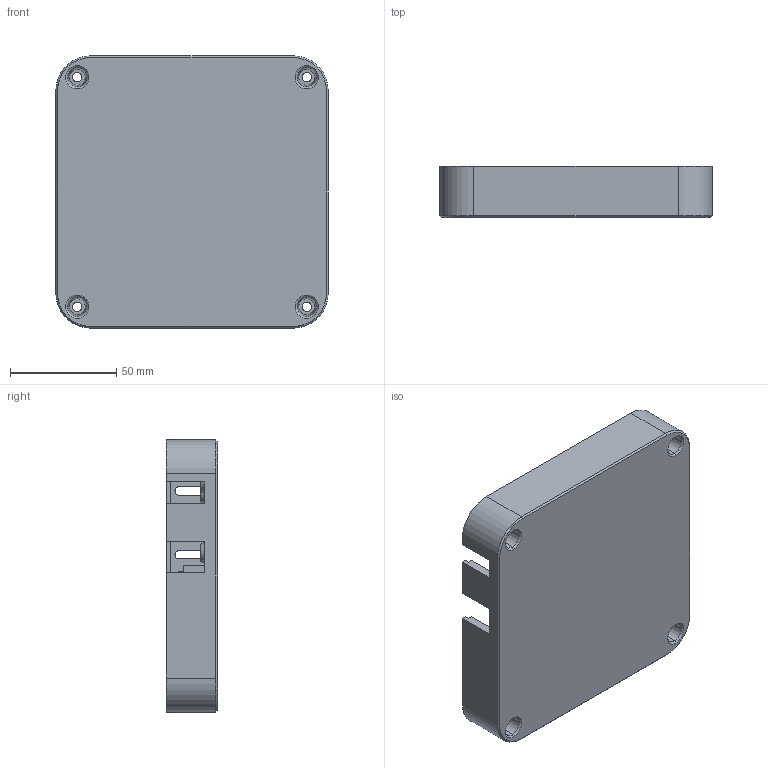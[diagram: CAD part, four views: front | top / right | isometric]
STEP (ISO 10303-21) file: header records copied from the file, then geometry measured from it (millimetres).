
FILE_DESCRIPTION (( 'STEP AP203' ), '1' );
FILE_NAME ('Enclosure.STEP', '2023-05-08T13:26:33', ( '' ), ( '' ), 'SwSTEP 2.0', 'SolidWorks 2022', '' );
FILE_SCHEMA (( 'CONFIG_CONTROL_DESIGN' ));
Length unit declared in the file: millimetre
Products named in the file (1): Enclosure
Bounding box: 128 x 24 x 128 mm (x, y, z)
Volume: 99671.9 mm3; surface area: 56485.2 mm2
Topology: 1 solids, 1 shells, 244 faces, 628 edges, 395 vertices
Faces by surface type: plane 128, cylinder 60, cone 56
Entity records: 7574 total; most frequent: CARTESIAN_POINT 1344, DIRECTION 1311, ORIENTED_EDGE 1256, EDGE_CURVE 628, AXIS2_PLACEMENT_3D 450, VECTOR 411, LINE 411, VERTEX_POINT 395
